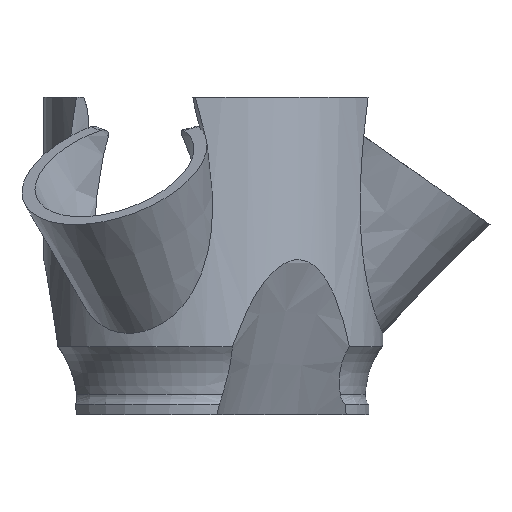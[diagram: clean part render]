
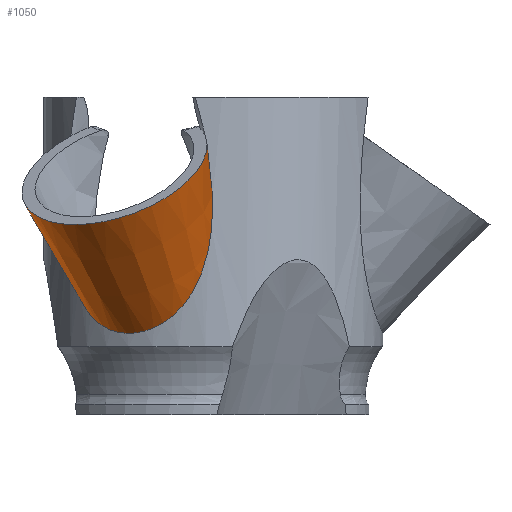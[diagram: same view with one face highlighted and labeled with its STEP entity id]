
A CAD part, left-side view. The second image highlights one B-rep face of the part: STEP entity #1050.
In plain terms, the highlighted conical face has half-angle 9.648 degrees and reference radius 24.218 mm.
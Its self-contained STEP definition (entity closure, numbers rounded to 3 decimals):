
#52=CONICAL_SURFACE('',#1166,24.218,0.168);
#92=CIRCLE('',#1167,28.557);
#157=FACE_OUTER_BOUND('',#217,.T.);
#217=EDGE_LOOP('',(#845,#846));
#349=B_SPLINE_CURVE_WITH_KNOTS('',3,(#2570,#2571,#2572,#2573,#2574,#2575,
#2576,#2577,#2578,#2579,#2580,#2581,#2582,#2583,#2584,#2585,#2586,#2587,
#2588,#2589,#2590,#2591,#2592,#2593,#2594,#2595,#2596,#2597,#2598,#2599,
#2600,#2601,#2602,#2603,#2604,#2605,#2606,#2607,#2608,#2609,#2610,#2611),
 .UNSPECIFIED.,.F.,.F.,(4,2,2,2,2,2,2,2,2,2,2,2,2,2,2,2,2,2,2,2,4),(3.083,
3.775,5.033,5.777,6.521,7.265,
8.009,8.501,8.994,9.486,9.978,
10.471,10.963,11.455,11.948,12.692,
13.436,14.18,14.923,16.182,16.873),
 .UNSPECIFIED.);
#461=VERTEX_POINT('',#2568);
#462=VERTEX_POINT('',#2569);
#606=EDGE_CURVE('',#461,#462,#349,.T.);
#607=EDGE_CURVE('',#462,#461,#92,.T.);
#845=ORIENTED_EDGE('',*,*,#606,.F.);
#846=ORIENTED_EDGE('',*,*,#607,.F.);
#1050=ADVANCED_FACE('',(#157),#52,.T.);
#1166=AXIS2_PLACEMENT_3D('',#2567,#1378,#1379);
#1167=AXIS2_PLACEMENT_3D('',#2612,#1380,#1381);
#1378=DIRECTION('center_axis',(-0.497,0.287,0.819));
#1379=DIRECTION('ref_axis',(-0.709,0.41,-0.574));
#1380=DIRECTION('center_axis',(-0.497,0.287,0.819));
#1381=DIRECTION('ref_axis',(-0.5,-0.866,0.));
#2567=CARTESIAN_POINT('Origin',(-37.829,21.841,51.552));
#2568=CARTESIAN_POINT('',(-49.946,2.321,82.2));
#2569=CARTESIAN_POINT('',(-26.983,42.094,82.2));
#2570=CARTESIAN_POINT('Ctrl Pts',(-49.946,2.321,82.2));
#2571=CARTESIAN_POINT('Ctrl Pts',(-49.969,1.824,79.776));
#2572=CARTESIAN_POINT('Ctrl Pts',(-49.981,1.407,77.344));
#2573=CARTESIAN_POINT('Ctrl Pts',(-50.001,0.471,70.523));
#2574=CARTESIAN_POINT('Ctrl Pts',(-50.,0.148,66.162));
#2575=CARTESIAN_POINT('Ctrl Pts',(-50.,0.148,59.488));
#2576=CARTESIAN_POINT('Ctrl Pts',(-50.,0.261,56.892));
#2577=CARTESIAN_POINT('Ctrl Pts',(-49.994,0.819,51.659));
#2578=CARTESIAN_POINT('Ctrl Pts',(-49.988,1.265,49.022));
#2579=CARTESIAN_POINT('Ctrl Pts',(-49.938,2.573,43.897));
#2580=CARTESIAN_POINT('Ctrl Pts',(-49.894,3.437,41.408));
#2581=CARTESIAN_POINT('Ctrl Pts',(-49.694,5.628,36.758));
#2582=CARTESIAN_POINT('Ctrl Pts',(-49.539,6.956,34.599));
#2583=CARTESIAN_POINT('Ctrl Pts',(-49.094,9.533,31.414));
#2584=CARTESIAN_POINT('Ctrl Pts',(-48.858,10.705,30.196));
#2585=CARTESIAN_POINT('Ctrl Pts',(-48.224,13.275,28.027));
#2586=CARTESIAN_POINT('Ctrl Pts',(-47.824,14.672,27.075));
#2587=CARTESIAN_POINT('Ctrl Pts',(-46.835,17.575,25.536));
#2588=CARTESIAN_POINT('Ctrl Pts',(-46.244,19.084,24.946));
#2589=CARTESIAN_POINT('Ctrl Pts',(-44.888,22.086,24.166));
#2590=CARTESIAN_POINT('Ctrl Pts',(-44.122,23.579,23.975));
#2591=CARTESIAN_POINT('Ctrl Pts',(-42.481,26.421,23.975));
#2592=CARTESIAN_POINT('Ctrl Pts',(-41.571,27.831,24.166));
#2593=CARTESIAN_POINT('Ctrl Pts',(-39.649,30.506,24.946));
#2594=CARTESIAN_POINT('Ctrl Pts',(-38.638,31.772,25.536));
#2595=CARTESIAN_POINT('Ctrl Pts',(-36.618,34.08,27.075));
#2596=CARTESIAN_POINT('Ctrl Pts',(-35.608,35.126,28.027));
#2597=CARTESIAN_POINT('Ctrl Pts',(-33.7,36.96,30.196));
#2598=CARTESIAN_POINT('Ctrl Pts',(-32.803,37.75,31.414));
#2599=CARTESIAN_POINT('Ctrl Pts',(-30.794,39.424,34.599));
#2600=CARTESIAN_POINT('Ctrl Pts',(-29.722,40.222,36.758));
#2601=CARTESIAN_POINT('Ctrl Pts',(-27.923,41.491,41.408));
#2602=CARTESIAN_POINT('Ctrl Pts',(-27.197,41.961,43.897));
#2603=CARTESIAN_POINT('Ctrl Pts',(-26.089,42.659,49.022));
#2604=CARTESIAN_POINT('Ctrl Pts',(-25.707,42.886,51.659));
#2605=CARTESIAN_POINT('Ctrl Pts',(-25.226,43.171,56.892));
#2606=CARTESIAN_POINT('Ctrl Pts',(-25.128,43.227,59.488));
#2607=CARTESIAN_POINT('Ctrl Pts',(-25.128,43.227,66.162));
#2608=CARTESIAN_POINT('Ctrl Pts',(-25.408,43.067,70.523));
#2609=CARTESIAN_POINT('Ctrl Pts',(-26.209,42.582,77.344));
#2610=CARTESIAN_POINT('Ctrl Pts',(-26.564,42.362,79.776));
#2611=CARTESIAN_POINT('Ctrl Pts',(-26.983,42.094,82.2));
#2612=CARTESIAN_POINT('Origin',(-50.509,29.161,72.462));
